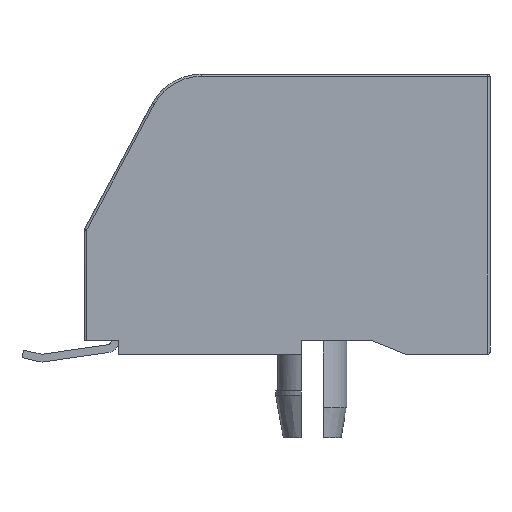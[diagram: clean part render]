
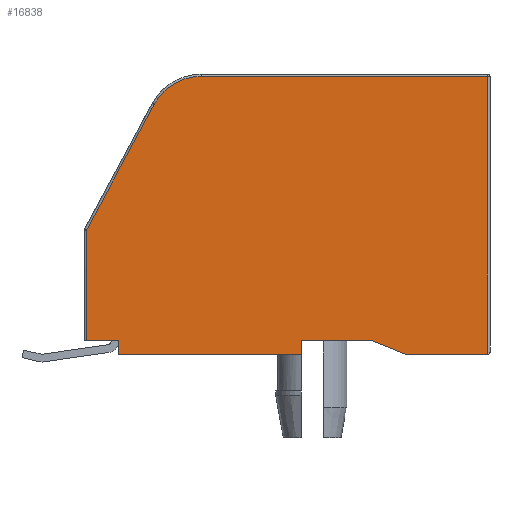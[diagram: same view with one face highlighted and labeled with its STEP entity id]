
A CAD part, left-side view. The second image highlights one B-rep face of the part: STEP entity #16838.
In plain terms, the highlighted planar face has unit normal (-1, 0, 0).
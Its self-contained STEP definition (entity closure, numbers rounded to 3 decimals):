
#320=CIRCLE('',#17589,2.4);
#2491=ORIENTED_EDGE('',*,*,#5397,.F.);
#2492=ORIENTED_EDGE('',*,*,#5398,.T.);
#2493=ORIENTED_EDGE('',*,*,#4610,.T.);
#2494=ORIENTED_EDGE('',*,*,#5196,.F.);
#2495=ORIENTED_EDGE('',*,*,#5198,.F.);
#2496=ORIENTED_EDGE('',*,*,#5185,.T.);
#2497=ORIENTED_EDGE('',*,*,#4696,.T.);
#2498=ORIENTED_EDGE('',*,*,#4712,.T.);
#2499=ORIENTED_EDGE('',*,*,#5403,.F.);
#2500=ORIENTED_EDGE('',*,*,#5389,.F.);
#2501=ORIENTED_EDGE('',*,*,#5393,.T.);
#2502=ORIENTED_EDGE('',*,*,#5395,.F.);
#4610=EDGE_CURVE('',#6463,#6464,#7557,.T.);
#4696=EDGE_CURVE('',#6541,#6540,#7640,.T.);
#4712=EDGE_CURVE('',#6540,#6553,#7655,.T.);
#5185=EDGE_CURVE('',#6829,#6541,#8103,.T.);
#5196=EDGE_CURVE('',#6832,#6464,#8110,.T.);
#5198=EDGE_CURVE('',#6829,#6832,#8112,.T.);
#5389=EDGE_CURVE('',#6911,#6910,#8281,.T.);
#5393=EDGE_CURVE('',#6911,#6912,#8282,.T.);
#5395=EDGE_CURVE('',#6913,#6912,#320,.T.);
#5397=EDGE_CURVE('',#6914,#6913,#8283,.T.);
#5398=EDGE_CURVE('',#6914,#6463,#8284,.T.);
#5403=EDGE_CURVE('',#6910,#6553,#8287,.T.);
#6463=VERTEX_POINT('',#22391);
#6464=VERTEX_POINT('',#22392);
#6540=VERTEX_POINT('',#22553);
#6541=VERTEX_POINT('',#22555);
#6553=VERTEX_POINT('',#22584);
#6829=VERTEX_POINT('',#23434);
#6832=VERTEX_POINT('',#23460);
#6910=VERTEX_POINT('',#23842);
#6911=VERTEX_POINT('',#23844);
#6912=VERTEX_POINT('',#23851);
#6913=VERTEX_POINT('',#23855);
#6914=VERTEX_POINT('',#23859);
#7557=LINE('',#22390,#9116);
#7640=LINE('',#22554,#9199);
#7655=LINE('',#22585,#9214);
#8103=LINE('',#23433,#9662);
#8110=LINE('',#23461,#9669);
#8112=LINE('',#23465,#9671);
#8281=LINE('',#23845,#9840);
#8282=LINE('',#23852,#9841);
#8283=LINE('',#23860,#9842);
#8284=LINE('',#23862,#9843);
#8287=LINE('',#23894,#9846);
#9116=VECTOR('',#18722,1000.);
#9199=VECTOR('',#18811,1000.);
#9214=VECTOR('',#18832,1000.);
#9662=VECTOR('',#19498,1000.);
#9669=VECTOR('',#19523,1000.);
#9671=VECTOR('',#19529,1000.);
#9840=VECTOR('',#19962,1000.);
#9841=VECTOR('',#19973,1000.);
#9842=VECTOR('',#19984,1000.);
#9843=VECTOR('',#19987,1000.);
#9846=VECTOR('',#20032,1000.);
#10655=EDGE_LOOP('',(#2491,#2492,#2493,#2494,#2495,#2496,#2497,#2498,#2499,
#2500,#2501,#2502));
#11292=FACE_BOUND('',#10655,.T.);
#11886=PLANE('',#17613);
#16838=ADVANCED_FACE('',(#11292),#11886,.F.);
#17589=AXIS2_PLACEMENT_3D('',#23856,#19978,#19979);
#17613=AXIS2_PLACEMENT_3D('',#23893,#20030,#20031);
#18722=DIRECTION('',(0.,-1.,0.));
#18811=DIRECTION('',(0.,-1.,0.));
#18832=DIRECTION('',(0.,-0.928,-0.371));
#19498=DIRECTION('',(0.,0.,1.));
#19523=DIRECTION('',(0.,0.,1.));
#19529=DIRECTION('',(0.,1.,0.));
#19962=DIRECTION('',(0.,0.,-1.));
#19973=DIRECTION('',(0.,1.,0.));
#19978=DIRECTION('',(1.,0.,0.));
#19979=DIRECTION('',(0.,0.,-1.));
#19984=DIRECTION('',(0.,-0.474,0.881));
#19987=DIRECTION('',(0.,0.,-1.));
#20030=DIRECTION('',(1.,0.,0.));
#20031=DIRECTION('',(0.,0.,-1.));
#20032=DIRECTION('',(0.,1.,0.));
#22390=CARTESIAN_POINT('',(-7.62,-9.13,-5.7));
#22391=CARTESIAN_POINT('',(-7.62,9.03,-5.7));
#22392=CARTESIAN_POINT('',(-7.62,7.57,-5.7));
#22553=CARTESIAN_POINT('',(-7.62,-3.83,-5.7));
#22554=CARTESIAN_POINT('',(-7.62,-9.13,-5.7));
#22555=CARTESIAN_POINT('',(-7.62,-0.63,-5.7));
#22584=CARTESIAN_POINT('',(-7.62,-5.33,-6.3));
#22585=CARTESIAN_POINT('',(-7.62,-4.261,-5.872));
#23433=CARTESIAN_POINT('',(-7.62,-0.63,-6.3));
#23434=CARTESIAN_POINT('',(-7.62,-0.63,-6.3));
#23460=CARTESIAN_POINT('',(-7.62,7.57,-6.3));
#23461=CARTESIAN_POINT('',(-7.62,7.57,-6.3));
#23465=CARTESIAN_POINT('',(-7.62,-0.63,-6.3));
#23842=CARTESIAN_POINT('',(-7.62,-9.03,-6.3));
#23844=CARTESIAN_POINT('',(-7.62,-9.03,6.2));
#23845=CARTESIAN_POINT('',(-7.62,-9.03,6.3));
#23851=CARTESIAN_POINT('',(-7.62,3.87,6.2));
#23852=CARTESIAN_POINT('',(-7.62,-9.13,6.2));
#23855=CARTESIAN_POINT('',(-7.62,5.984,4.937));
#23856=CARTESIAN_POINT('',(-7.62,3.87,3.8));
#23859=CARTESIAN_POINT('',(-7.62,9.03,-0.725));
#23860=CARTESIAN_POINT('',(-7.62,2.022,12.3));
#23862=CARTESIAN_POINT('',(-7.62,9.03,6.3));
#23893=CARTESIAN_POINT('',(-7.62,-9.13,6.3));
#23894=CARTESIAN_POINT('',(-7.62,-9.13,-6.3));
